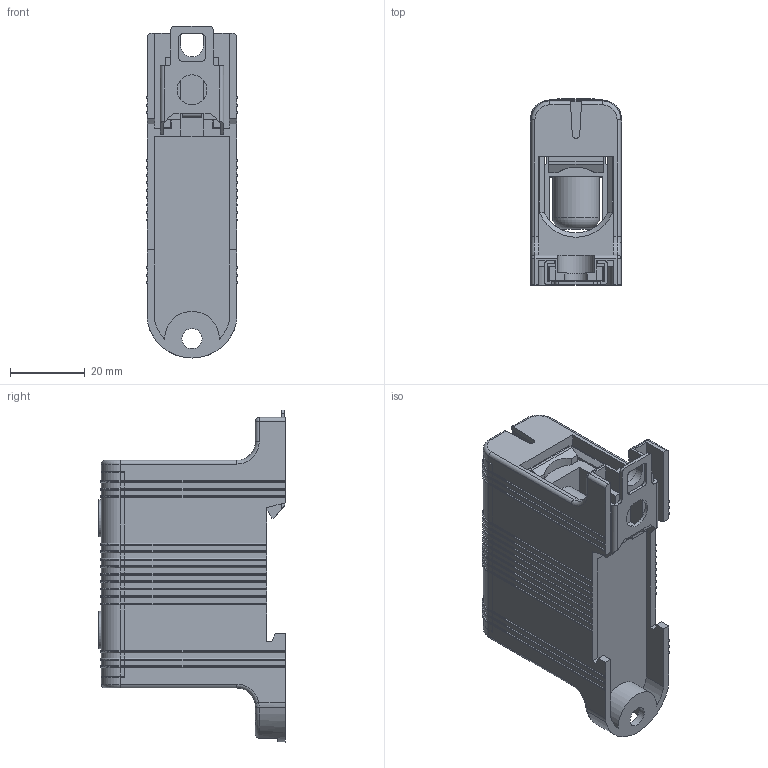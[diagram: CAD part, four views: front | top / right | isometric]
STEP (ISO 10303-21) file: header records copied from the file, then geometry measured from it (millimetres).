
FILE_DESCRIPTION (( 'STEP AP203' ), '1' );
FILE_NAME ('Êëåììà ñèëîâàÿ ÊÑÂ16-95 (plc-kvs-16-95-grey).STEP', '2020-07-28T10:26:56', ( '' ), ( '' ), 'SwSTEP 2.0', 'SolidWorks 2019', '' );
FILE_SCHEMA (( 'CONFIG_CONTROL_DESIGN' ));
Length unit declared in the file: millimetre
Products named in the file (1): Êëåììà ñèëîâàÿ ÊÑÂ16-95 (plc-kvs-16-95-grey)
Bounding box: 24.6 x 50 x 89 mm (x, y, z)
Volume: 37890 mm3; surface area: 36915.8 mm2
Topology: 6 solids, 6 shells, 909 faces, 2534 edges, 1631 vertices
Faces by surface type: plane 528, cylinder 301, torus 72, bspline 4, cone 2, sphere 2
Full cylindrical faces by diameter (mm): 5.4 x1, 8 x3, 10 x2, 12.5 x4
Entity records: 29052 total; most frequent: CARTESIAN_POINT 5205, ORIENTED_EDGE 5038, DIRECTION 4979, EDGE_CURVE 2519, VECTOR 1811, LINE 1811, VERTEX_POINT 1630, AXIS2_PLACEMENT_3D 1584
